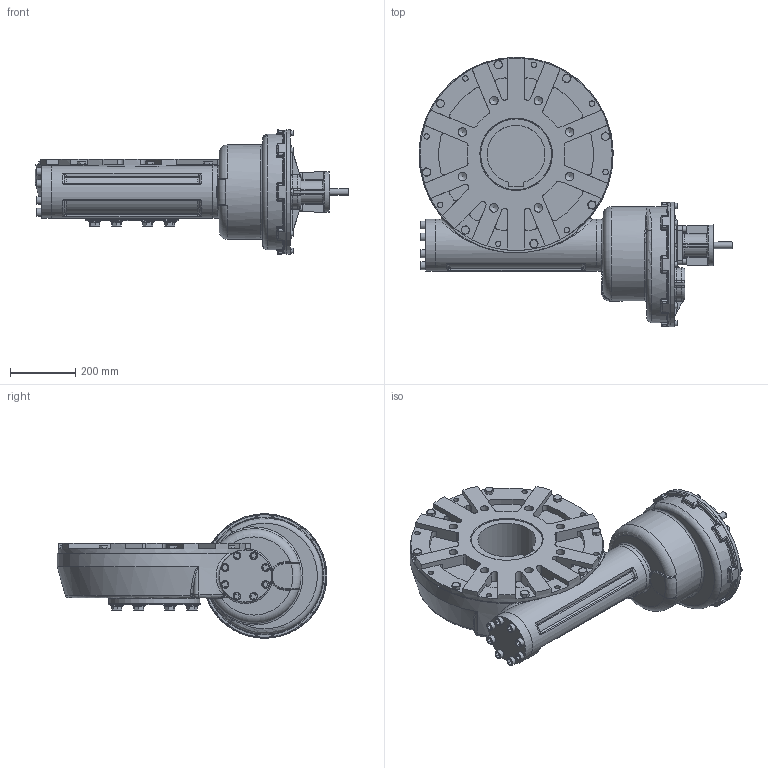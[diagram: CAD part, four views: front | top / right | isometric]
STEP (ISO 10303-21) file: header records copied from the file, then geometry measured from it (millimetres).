
FILE_DESCRIPTION(/* description */ ('Unknown'),/* implementation_level */ '2;1');
FILE_NAME(/* name */ 'PUB-MTW9IR3-F10-F35',/* time_stamp */ '2015-12-09T15:43:45+00:00',/* author */ ('Unknown'),/* organization */ ('Unknown'),/* preprocessor_version */ 'ST-DEVELOPER v16',/* originating_system */ 'DEX',/* authorisation */ $);
FILE_SCHEMA (('AUTOMOTIVE_DESIGN {1 0 10303 214 3 1 1}'));
Length unit declared in the file: millimetre
Products named in the file (1): PUB-MTW9IR3-F10-F35
Bounding box: 963.73 x 827.45 x 382 mm (x, y, z)
Surface area: 1916410.2 mm2 (no closed solid volume)
Topology: 0 solids, 50 shells, 1102 faces, 2863 edges, 1761 vertices
Faces by surface type: plane 432, cylinder 272, cone 140, bspline 132, torus 90, sphere 36
Full cylindrical faces by diameter (mm): 10.5 x4, 16 x8, 16.5 x8, 18 x4, 20 x1, 24 x8, 26.211 x8, 39 x8, 50 x1, 70.05 x1, 125 x1, 160 x3, 220.1 x1, 280 x1, 285 x1, 290 x1, 322 x1, 356 x1, 382 x2, 590 x1
Entity records: 50700 total; most frequent: CARTESIAN_POINT 24379, DIRECTION 5034, ORIENTED_EDGE 5000, EDGE_CURVE 2644, AXIS2_PLACEMENT_3D 1986, VERTEX_POINT 1718, FACE_BOUND 1346, EDGE_LOOP 1338
